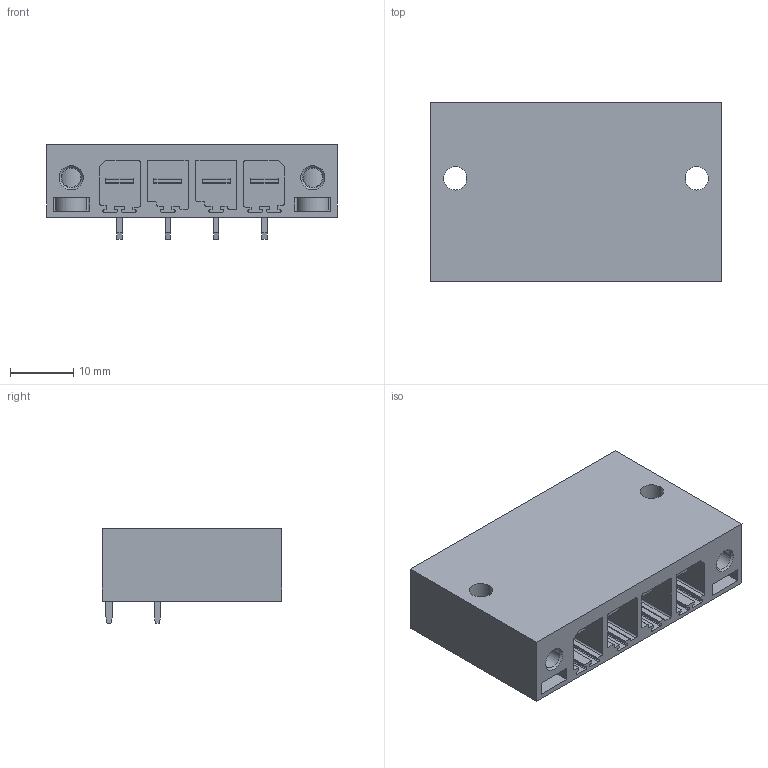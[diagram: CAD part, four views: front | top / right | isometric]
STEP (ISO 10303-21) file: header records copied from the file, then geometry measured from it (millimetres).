
FILE_DESCRIPTION(('CATIA V5 STEP Exchange','CAx-IF Rec.Pracs.--- Model Styling and Organization---1.2---2011-12-15'),'2;1');
FILE_NAME ('D1459455_0_1931500000_1931500000.stp','2018-11-29T07:47:22+00:00',('none'),('Weidmueller'),'CATIA Version 5-6 Release 2014','CATIA V5 STEP AP214','none');
FILE_SCHEMA(('AUTOMOTIVE_DESIGN { 1 0 10303 214 1 1 1 1 }'));
Length unit declared in the file: millimetre
Products named in the file (1): 1931500000
Bounding box: 45.72 x 28.3 x 14.9 mm (x, y, z)
Volume: 10234.1 mm3; surface area: 9645.2 mm2
Topology: 7 solids, 7 shells, 372 faces, 1044 edges, 690 vertices
Faces by surface type: plane 290, cylinder 78, cone 4
Entity records: 11079 total; most frequent: ORIENTED_EDGE 2088, CARTESIAN_POINT 1956, DIRECTION 1486, EDGE_CURVE 1044, VECTOR 884, LINE 884, VERTEX_POINT 690, EDGE_LOOP 400
